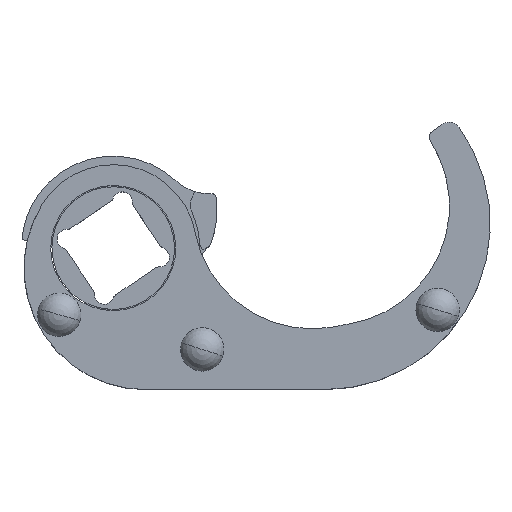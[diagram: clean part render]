
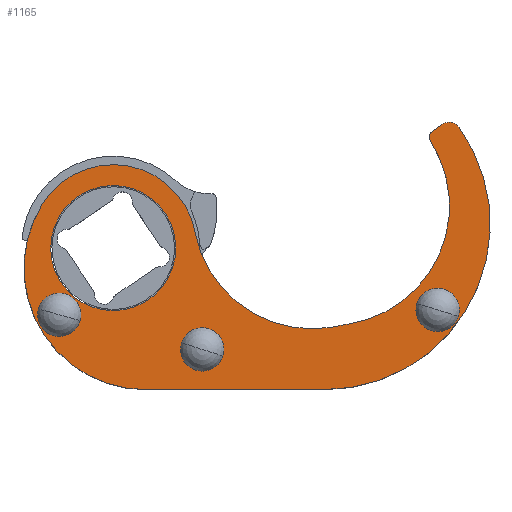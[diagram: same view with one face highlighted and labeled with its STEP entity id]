
A CAD part, top view. The second image highlights one B-rep face of the part: STEP entity #1165.
In plain terms, the highlighted planar face has unit normal (0, 0, 1).
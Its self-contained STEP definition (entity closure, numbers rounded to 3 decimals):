
#38=AXIS2_PLACEMENT_3D('Circle Axis2P3D',#36,#37,$) ;
#73=AXIS2_PLACEMENT_3D('Circle Axis2P3D',#71,#72,$) ;
#177=AXIS2_PLACEMENT_3D('Circle Axis2P3D',#175,#176,$) ;
#238=AXIS2_PLACEMENT_3D('Circle Axis2P3D',#236,#237,$) ;
#337=AXIS2_PLACEMENT_3D('Circle Axis2P3D',#335,#336,$) ;
#368=AXIS2_PLACEMENT_3D('Circle Axis2P3D',#366,#367,$) ;
#448=AXIS2_PLACEMENT_3D('Circle Axis2P3D',#446,#447,$) ;
#483=AXIS2_PLACEMENT_3D('Circle Axis2P3D',#481,#482,$) ;
#518=AXIS2_PLACEMENT_3D('Circle Axis2P3D',#516,#517,$) ;
#540=AXIS2_PLACEMENT_3D('Circle Axis2P3D',#538,#539,$) ;
#575=AXIS2_PLACEMENT_3D('Circle Axis2P3D',#573,#574,$) ;
#667=AXIS2_PLACEMENT_3D('Circle Axis2P3D',#665,#666,$) ;
#700=AXIS2_PLACEMENT_3D('Circle Axis2P3D',#698,#699,$) ;
#727=AXIS2_PLACEMENT_3D('Circle Axis2P3D',#725,#726,$) ;
#1050=AXIS2_PLACEMENT_3D('Circle Axis2P3D',#1048,#1049,$) ;
#1121=AXIS2_PLACEMENT_3D('Circle Axis2P3D',#1119,#1120,$) ;
#1134=AXIS2_PLACEMENT_3D('Plane Axis2P3D',#1131,#1132,#1133) ;
#36=CARTESIAN_POINT('Axis2P3D Location',(33.886,6.497,8.194)) ;
#40=CARTESIAN_POINT('Vertex',(33.553,5.448,8.194)) ;
#42=CARTESIAN_POINT('Vertex',(34.22,7.545,8.194)) ;
#71=CARTESIAN_POINT('Axis2P3D Location',(33.886,6.497,8.194)) ;
#106=CARTESIAN_POINT('Vertex',(25.544,5.13,8.194)) ;
#109=CARTESIAN_POINT('Line Origine',(25.584,5.138,8.194)) ;
#113=CARTESIAN_POINT('Vertex',(25.625,5.146,8.194)) ;
#172=CARTESIAN_POINT('Vertex',(14.113,12.84,8.194)) ;
#175=CARTESIAN_POINT('Axis2P3D Location',(23.683,14.701,8.194)) ;
#233=CARTESIAN_POINT('Vertex',(10.066,0.,8.194)) ;
#236=CARTESIAN_POINT('Axis2P3D Location',(10.066,9.9,8.194)) ;
#240=CARTESIAN_POINT('Vertex',(1.671,15.146,8.194)) ;
#301=CARTESIAN_POINT('Vertex',(24.676,0.,8.194)) ;
#304=CARTESIAN_POINT('Line Origine',(17.371,0.,8.194)) ;
#332=CARTESIAN_POINT('Vertex',(35.634,21.384,8.194)) ;
#335=CARTESIAN_POINT('Axis2P3D Location',(24.676,13.5,8.194)) ;
#363=CARTESIAN_POINT('Vertex',(34.235,21.609,8.194)) ;
#366=CARTESIAN_POINT('Axis2P3D Location',(34.822,20.8,8.194)) ;
#422=CARTESIAN_POINT('Vertex',(33.389,20.995,8.194)) ;
#425=CARTESIAN_POINT('Line Origine',(33.812,21.302,8.194)) ;
#446=CARTESIAN_POINT('Axis2P3D Location',(33.683,20.59,8.194)) ;
#450=CARTESIAN_POINT('Vertex',(33.268,20.312,8.194)) ;
#481=CARTESIAN_POINT('Axis2P3D Location',(3.032,6.103,8.194)) ;
#485=CARTESIAN_POINT('Vertex',(3.366,7.151,8.194)) ;
#487=CARTESIAN_POINT('Vertex',(2.699,5.054,8.194)) ;
#516=CARTESIAN_POINT('Axis2P3D Location',(3.032,6.103,8.194)) ;
#538=CARTESIAN_POINT('Axis2P3D Location',(14.694,3.275,8.194)) ;
#542=CARTESIAN_POINT('Vertex',(15.027,4.324,8.194)) ;
#544=CARTESIAN_POINT('Vertex',(14.36,2.227,8.194)) ;
#573=CARTESIAN_POINT('Axis2P3D Location',(14.694,3.275,8.194)) ;
#665=CARTESIAN_POINT('Axis2P3D Location',(7.437,11.543,8.194)) ;
#695=CARTESIAN_POINT('Vertex',(6.464,16.549,8.194)) ;
#698=CARTESIAN_POINT('Axis2P3D Location',(7.437,11.543,8.194)) ;
#702=CARTESIAN_POINT('Vertex',(8.411,6.536,8.194)) ;
#725=CARTESIAN_POINT('Axis2P3D Location',(7.437,11.543,8.194)) ;
#1048=CARTESIAN_POINT('Axis2P3D Location',(27.568,-2.007,8.194)) ;
#1052=CARTESIAN_POINT('Vertex',(26.505,5.328,8.194)) ;
#1119=CARTESIAN_POINT('Axis2P3D Location',(25.107,14.977,8.194)) ;
#1131=CARTESIAN_POINT('Axis2P3D Location',(25.107,14.977,8.194)) ;
#37=DIRECTION('Axis2P3D Direction',(0.,-0.,-1.)) ;
#72=DIRECTION('Axis2P3D Direction',(0.,-0.,-1.)) ;
#110=DIRECTION('Vector Direction',(-0.982,-0.191,0.)) ;
#176=DIRECTION('Axis2P3D Direction',(-0.,0.,1.)) ;
#237=DIRECTION('Axis2P3D Direction',(-0.,0.,1.)) ;
#305=DIRECTION('Vector Direction',(-1.,0.,0.)) ;
#336=DIRECTION('Axis2P3D Direction',(-0.,0.,1.)) ;
#367=DIRECTION('Axis2P3D Direction',(0.,0.,1.)) ;
#426=DIRECTION('Vector Direction',(0.809,0.588,0.)) ;
#447=DIRECTION('Axis2P3D Direction',(-0.,0.,1.)) ;
#482=DIRECTION('Axis2P3D Direction',(0.,-0.,-1.)) ;
#517=DIRECTION('Axis2P3D Direction',(0.,-0.,-1.)) ;
#539=DIRECTION('Axis2P3D Direction',(0.,-0.,-1.)) ;
#574=DIRECTION('Axis2P3D Direction',(0.,-0.,-1.)) ;
#666=DIRECTION('Axis2P3D Direction',(-0.,0.,1.)) ;
#699=DIRECTION('Axis2P3D Direction',(-0.,0.,1.)) ;
#726=DIRECTION('Axis2P3D Direction',(-0.,0.,1.)) ;
#1049=DIRECTION('Axis2P3D Direction',(-0.,0.,1.)) ;
#1120=DIRECTION('Axis2P3D Direction',(-0.,0.,1.)) ;
#1132=DIRECTION('Axis2P3D Direction',(-0.,0.,1.)) ;
#1133=DIRECTION('Axis2P3D XDirection',(0.191,-0.982,0.)) ;
#111=VECTOR('Line Direction',#110,1.) ;
#306=VECTOR('Line Direction',#305,1.) ;
#427=VECTOR('Line Direction',#426,1.) ;
#1137=ORIENTED_EDGE('',*,*,#1123,.T.) ;
#1138=ORIENTED_EDGE('',*,*,#1054,.T.) ;
#1139=ORIENTED_EDGE('',*,*,#115,.T.) ;
#1140=ORIENTED_EDGE('',*,*,#179,.T.) ;
#1141=ORIENTED_EDGE('',*,*,#669,.T.) ;
#1142=ORIENTED_EDGE('',*,*,#242,.T.) ;
#1143=ORIENTED_EDGE('',*,*,#308,.T.) ;
#1144=ORIENTED_EDGE('',*,*,#339,.T.) ;
#1145=ORIENTED_EDGE('',*,*,#370,.F.) ;
#1146=ORIENTED_EDGE('',*,*,#429,.T.) ;
#1147=ORIENTED_EDGE('',*,*,#452,.F.) ;
#1150=ORIENTED_EDGE('',*,*,#729,.F.) ;
#1151=ORIENTED_EDGE('',*,*,#704,.F.) ;
#1154=ORIENTED_EDGE('',*,*,#489,.F.) ;
#1155=ORIENTED_EDGE('',*,*,#520,.F.) ;
#1158=ORIENTED_EDGE('',*,*,#546,.F.) ;
#1159=ORIENTED_EDGE('',*,*,#577,.F.) ;
#1162=ORIENTED_EDGE('',*,*,#75,.F.) ;
#1163=ORIENTED_EDGE('',*,*,#44,.F.) ;
#1152=FACE_BOUND('',#1149,.T.) ;
#1156=FACE_BOUND('',#1153,.T.) ;
#1160=FACE_BOUND('',#1157,.T.) ;
#1164=FACE_BOUND('',#1161,.T.) ;
#1165=ADVANCED_FACE('BAGR SCREWTY M12f.1\\Buegel_aussen.1\\BUE AS SCREWTY M12f',(#1148,#1152,#1156,#1160,#1164),#1135,.T.) ;
#39=CIRCLE('generated circle',#38,1.1) ;
#74=CIRCLE('generated circle',#73,1.1) ;
#178=CIRCLE('generated circle',#177,9.75) ;
#239=CIRCLE('generated circle',#238,9.9) ;
#338=CIRCLE('generated circle',#337,13.5) ;
#369=CIRCLE('generated circle',#368,1.) ;
#449=CIRCLE('generated circle',#448,0.5) ;
#484=CIRCLE('generated circle',#483,1.1) ;
#519=CIRCLE('generated circle',#518,1.1) ;
#541=CIRCLE('generated circle',#540,1.1) ;
#576=CIRCLE('generated circle',#575,1.1) ;
#668=CIRCLE('generated circle',#667,6.8) ;
#701=CIRCLE('generated circle',#700,5.1) ;
#728=CIRCLE('generated circle',#727,5.1) ;
#1051=CIRCLE('generated circle',#1050,7.412) ;
#1122=CIRCLE('generated circle',#1121,9.75) ;
#44=EDGE_CURVE('',#41,#43,#39,.F.) ;
#75=EDGE_CURVE('',#43,#41,#74,.F.) ;
#115=EDGE_CURVE('',#114,#107,#112,.T.) ;
#179=EDGE_CURVE('',#107,#173,#178,.F.) ;
#242=EDGE_CURVE('',#241,#234,#239,.T.) ;
#308=EDGE_CURVE('',#234,#302,#307,.F.) ;
#339=EDGE_CURVE('',#302,#333,#338,.T.) ;
#370=EDGE_CURVE('',#364,#333,#369,.F.) ;
#429=EDGE_CURVE('',#364,#423,#428,.F.) ;
#452=EDGE_CURVE('',#451,#423,#449,.F.) ;
#489=EDGE_CURVE('',#486,#488,#484,.F.) ;
#520=EDGE_CURVE('',#488,#486,#519,.F.) ;
#546=EDGE_CURVE('',#543,#545,#541,.F.) ;
#577=EDGE_CURVE('',#545,#543,#576,.F.) ;
#669=EDGE_CURVE('',#173,#241,#668,.T.) ;
#704=EDGE_CURVE('',#696,#703,#701,.T.) ;
#729=EDGE_CURVE('',#703,#696,#728,.T.) ;
#1054=EDGE_CURVE('',#1053,#114,#1051,.T.) ;
#1123=EDGE_CURVE('',#451,#1053,#1122,.F.) ;
#1136=EDGE_LOOP('',(#1137,#1138,#1139,#1140,#1141,#1142,#1143,#1144,#1145,#1146,#1147)) ;
#1149=EDGE_LOOP('',(#1150,#1151)) ;
#1153=EDGE_LOOP('',(#1154,#1155)) ;
#1157=EDGE_LOOP('',(#1158,#1159)) ;
#1161=EDGE_LOOP('',(#1162,#1163)) ;
#1148=FACE_OUTER_BOUND('',#1136,.T.) ;
#112=LINE('Line',#109,#111) ;
#307=LINE('Line',#304,#306) ;
#428=LINE('Line',#425,#427) ;
#1135=PLANE('',#1134) ;
#41=VERTEX_POINT('',#40) ;
#43=VERTEX_POINT('',#42) ;
#107=VERTEX_POINT('',#106) ;
#114=VERTEX_POINT('',#113) ;
#173=VERTEX_POINT('',#172) ;
#234=VERTEX_POINT('',#233) ;
#241=VERTEX_POINT('',#240) ;
#302=VERTEX_POINT('',#301) ;
#333=VERTEX_POINT('',#332) ;
#364=VERTEX_POINT('',#363) ;
#423=VERTEX_POINT('',#422) ;
#451=VERTEX_POINT('',#450) ;
#486=VERTEX_POINT('',#485) ;
#488=VERTEX_POINT('',#487) ;
#543=VERTEX_POINT('',#542) ;
#545=VERTEX_POINT('',#544) ;
#696=VERTEX_POINT('',#695) ;
#703=VERTEX_POINT('',#702) ;
#1053=VERTEX_POINT('',#1052) ;
